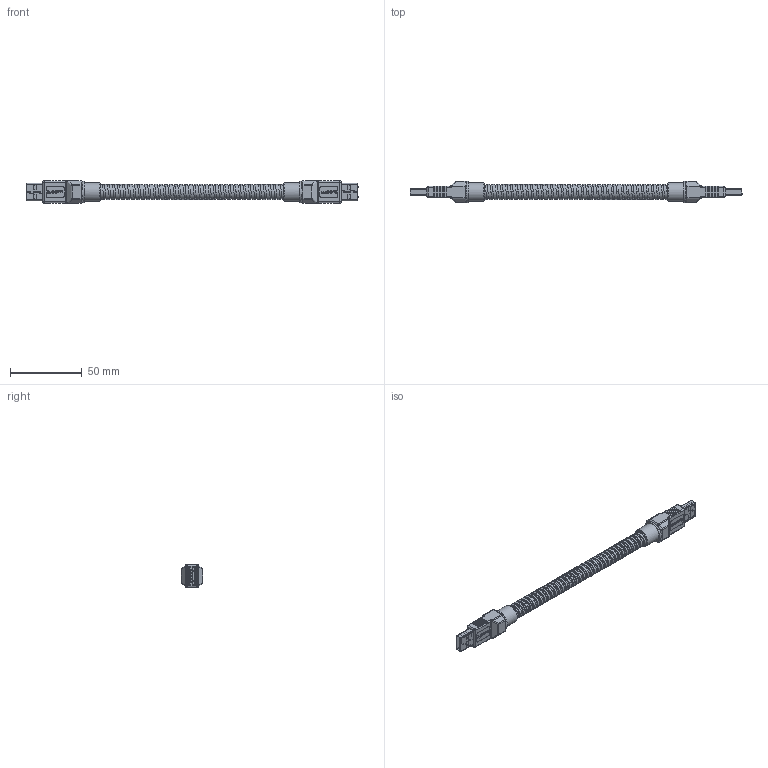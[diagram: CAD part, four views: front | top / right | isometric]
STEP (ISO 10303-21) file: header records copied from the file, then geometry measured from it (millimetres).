
FILE_DESCRIPTION (( 'STEP AP214' ), '1' );
FILE_NAME ('U3A00001.STEP', '2018-04-19T15:48:57', ( '' ), ( '' ), 'SwSTEP 2.0', 'SolidWorks 2017', '' );
FILE_SCHEMA (( 'AUTOMOTIVE_DESIGN' ));
Length unit declared in the file: inch
Products named in the file (11): MTN-1024; 1AA05-046-MA2_Without Crimp; 1AA05-046-MA1; MTN-593; 1AA05-046-MA3; 3AC08-027; U3A00001; U3A00001-MA1_150MM; MTN-1024_NO CABLE; 1AJ09-093
Assembly tree (11 placements, depth 4):
  U3A00001
    3AC08-027
    MTN-1024_NO CABLE  x2
      MTN-593
        1AA05-046-MA3
        MTN-593
      1AA05-046-MA1
      1AA05-046-MA2_Without Crimp
      MTN-1024
      1AJ09-093
    U3A00001-MA1_150MM
Bounding box: 231.1 x 15 x 15.7 mm (x, y, z)
Volume: 18205.8 mm3; surface area: 29553.8 mm2
Topology: 42 solids, 42 shells, 2889 faces, 7667 edges, 5010 vertices
Faces by surface type: plane 2082, cylinder 515, bspline 218, sphere 44, torus 28, cone 2
Full cylindrical faces by diameter (mm): 0.9 x8, 5.486 x1, 5.5 x2, 8.5 x42, 9.1 x42, 11.7 x4, 12.8 x2, 15 x2
Entity records: 126203 total; most frequent: CARTESIAN_POINT 87855, ORIENTED_EDGE 7368, DIRECTION 6538, EDGE_CURVE 3684, LINE 2936, VECTOR 2936, VERTEX_POINT 2423, AXIS2_PLACEMENT_3D 1801
